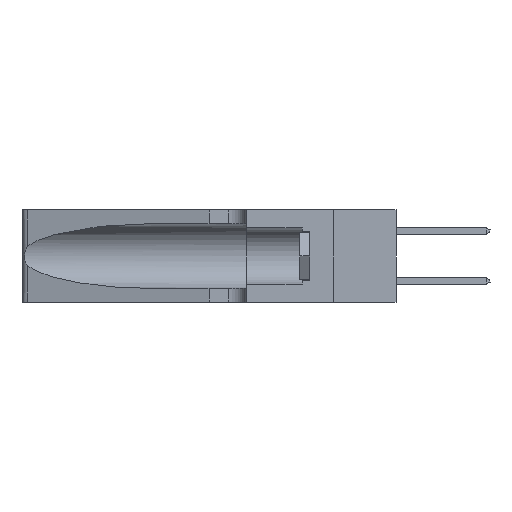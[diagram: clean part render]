
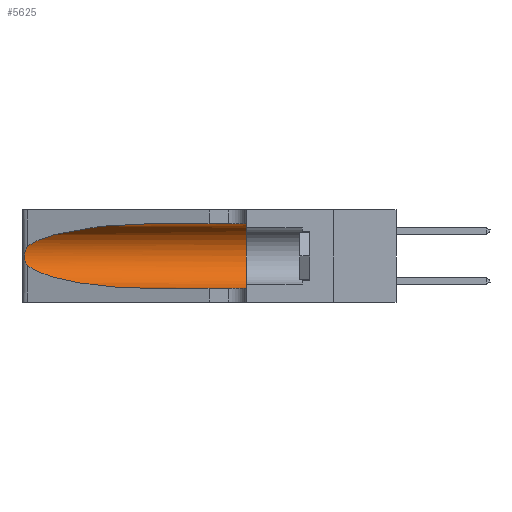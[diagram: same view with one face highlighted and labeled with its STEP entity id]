
A CAD part, left-side view. The second image highlights one B-rep face of the part: STEP entity #5625.
In plain terms, the highlighted cylindrical face has radius 3.308 mm (diameter 6.617 mm), a partial arc.
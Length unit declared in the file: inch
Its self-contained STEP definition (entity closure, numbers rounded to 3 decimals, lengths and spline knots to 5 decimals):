
#1037 = ORIENTED_EDGE ( 'NONE', *, *, #21811, .T. ) ;
#1928 = EDGE_LOOP ( 'NONE', ( #42257, #31068, #44733, #1037, #34896, #20304 ) ) ;
#2398 = CARTESIAN_POINT ( 'NONE',  ( 0.25639, 1.23184, 0.21858 ) ) ;
#3774 = DIRECTION ( 'NONE',  ( 0., 0., -1. ) ) ;
#3923 = CARTESIAN_POINT ( 'NONE',  ( 0.25487, 1.22718, 0.22369 ) ) ;
#5559 = DIRECTION ( 'NONE',  ( 0., 1., 0. ) ) ;
#5625 = ADVANCED_FACE ( 'NONE', ( #34010 ), #5673, .F. ) ;
#5673 = CYLINDRICAL_SURFACE ( 'NONE', #37327, 0.13025 ) ;
#6187 = CARTESIAN_POINT ( 'NONE',  ( 0.25555, 1.22993, 0.14849 ) ) ;
#9203 = CARTESIAN_POINT ( 'NONE',  ( 0.26018, 1.23835, 0.19895 ) ) ;
#9660 = CARTESIAN_POINT ( 'NONE',  ( 0.26017, 1.23833, 0.17102 ) ) ;
#9683 = EDGE_CURVE ( 'NONE', #12868, #27074, #22749, .T. ) ;
#9813 = CARTESIAN_POINT ( 'NONE',  ( 0.25487, 1.22718, 0.14631 ) ) ;
#10227 =( BOUNDED_CURVE ( )  B_SPLINE_CURVE ( 3, ( #26400, #41259, #30506, #23044 ),
 .UNSPECIFIED., .F., .F. ) 
 B_SPLINE_CURVE_WITH_KNOTS ( ( 4, 4 ),
 ( 1.5708, 2.84003 ),
 .UNSPECIFIED. ) 
 CURVE ( )  GEOMETRIC_REPRESENTATION_ITEM ( )  RATIONAL_B_SPLINE_CURVE ( ( 1., 0.87, 0.87, 1. ) ) 
 REPRESENTATION_ITEM ( '' )  );
#11681 = VERTEX_POINT ( 'NONE', #16774 ) ;
#11804 = VECTOR ( 'NONE', #39467, 39.37008 ) ;
#12868 = VERTEX_POINT ( 'NONE', #43192 ) ;
#13761 = CARTESIAN_POINT ( 'NONE',  ( 0.1305, 1.61858, 0.05475 ) ) ;
#15459 = CARTESIAN_POINT ( 'NONE',  ( 0.18966, 0.96281, 0.05475 ) ) ;
#16076 = CARTESIAN_POINT ( 'NONE',  ( 0.2373, 1.15595, 0.08982 ) ) ;
#16325 = CARTESIAN_POINT ( 'NONE',  ( 0.1305, 0.35, 0.185 ) ) ;
#16588 = EDGE_CURVE ( 'NONE', #37581, #39810, #25645, .T. ) ;
#16685 = EDGE_CURVE ( 'NONE', #31934, #12868, #37803, .T. ) ;
#16774 = CARTESIAN_POINT ( 'NONE',  ( 0.1305, 0.72297, 0.05475 ) ) ;
#18303 = CARTESIAN_POINT ( 'NONE',  ( 0.1305, 1.61858, 0.185 ) ) ;
#18586 = CARTESIAN_POINT ( 'NONE',  ( 0.1305, 0.72297, 0.31525 ) ) ;
#19660 = CARTESIAN_POINT ( 'NONE',  ( 0.1305, 0.35, 0.05475 ) ) ;
#20120 = CARTESIAN_POINT ( 'NONE',  ( 0.1305, 1.61858, 0.31525 ) ) ;
#20282 = CARTESIAN_POINT ( 'NONE',  ( 0.25789, 1.23486, 0.15765 ) ) ;
#20304 = ORIENTED_EDGE ( 'NONE', *, *, #16685, .F. ) ;
#20922 = DIRECTION ( 'NONE',  ( 0., -1., 0. ) ) ;
#21811 = EDGE_CURVE ( 'NONE', #11681, #27074, #37954, .T. ) ;
#22749 = CIRCLE ( 'NONE', #44350, 0.13025 ) ;
#23044 = CARTESIAN_POINT ( 'NONE',  ( 0.25487, 1.22718, 0.22369 ) ) ;
#24093 = CARTESIAN_POINT ( 'NONE',  ( 0.26075, 1.23896, 0.178 ) ) ;
#25337 = DIRECTION ( 'NONE',  ( 0., -1., 0. ) ) ;
#25645 = B_SPLINE_CURVE_WITH_KNOTS ( 'NONE', 3,
 ( #45923, #31090, #2398, #42312, #42153, #9203, #27444, #24093, #9660, #27610, #20282, #45771, #6187, #9813 ),
 .UNSPECIFIED., .F., .F.,
 ( 4, 2, 2, 2, 2, 2, 4 ),
 ( 0., 0.00027, 0.00053, 0.00107, 0.0016, 0.00187, 0.00214 ),
 .UNSPECIFIED. ) ;
#26400 = CARTESIAN_POINT ( 'NONE',  ( 0.1305, 0.72297, 0.31525 ) ) ;
#27074 = VERTEX_POINT ( 'NONE', #19660 ) ;
#27444 = CARTESIAN_POINT ( 'NONE',  ( 0.26075, 1.23896, 0.19203 ) ) ;
#27610 = CARTESIAN_POINT ( 'NONE',  ( 0.25856, 1.23593, 0.16098 ) ) ;
#28823 = CARTESIAN_POINT ( 'NONE',  ( 0.25487, 1.22718, 0.14631 ) ) ;
#30073 = EDGE_CURVE ( 'NONE', #31934, #37581, #10227, .T. ) ;
#30506 = CARTESIAN_POINT ( 'NONE',  ( 0.2373, 1.15595, 0.28018 ) ) ;
#31068 = ORIENTED_EDGE ( 'NONE', *, *, #16588, .T. ) ;
#31090 = CARTESIAN_POINT ( 'NONE',  ( 0.25555, 1.22994, 0.2215 ) ) ;
#31406 = DIRECTION ( 'NONE',  ( 0., 0., 1. ) ) ;
#31934 = VERTEX_POINT ( 'NONE', #18586 ) ;
#34010 = FACE_OUTER_BOUND ( 'NONE', #1928, .T. ) ;
#34377 = VECTOR ( 'NONE', #20922, 39.37008 ) ;
#34896 = ORIENTED_EDGE ( 'NONE', *, *, #9683, .F. ) ;
#37327 = AXIS2_PLACEMENT_3D ( 'NONE', #18303, #25337, #3774 ) ;
#37376 = CARTESIAN_POINT ( 'NONE',  ( 0.25487, 1.22718, 0.14631 ) ) ;
#37581 = VERTEX_POINT ( 'NONE', #3923 ) ;
#37803 = LINE ( 'NONE', #20120, #34377 ) ;
#37954 = LINE ( 'NONE', #13761, #11804 ) ;
#38165 =( BOUNDED_CURVE ( )  B_SPLINE_CURVE ( 3, ( #37376, #16076, #15459, #44610 ),
 .UNSPECIFIED., .F., .F. ) 
 B_SPLINE_CURVE_WITH_KNOTS ( ( 4, 4 ),
 ( 3.44316, 4.71239 ),
 .UNSPECIFIED. ) 
 CURVE ( )  GEOMETRIC_REPRESENTATION_ITEM ( )  RATIONAL_B_SPLINE_CURVE ( ( 1., 0.87, 0.87, 1. ) ) 
 REPRESENTATION_ITEM ( '' )  );
#39467 = DIRECTION ( 'NONE',  ( 0., -1., 0. ) ) ;
#39810 = VERTEX_POINT ( 'NONE', #28823 ) ;
#41259 = CARTESIAN_POINT ( 'NONE',  ( 0.18966, 0.96281, 0.31525 ) ) ;
#42153 = CARTESIAN_POINT ( 'NONE',  ( 0.25854, 1.2359, 0.20912 ) ) ;
#42257 = ORIENTED_EDGE ( 'NONE', *, *, #30073, .T. ) ;
#42312 = CARTESIAN_POINT ( 'NONE',  ( 0.25787, 1.23484, 0.2124 ) ) ;
#43192 = CARTESIAN_POINT ( 'NONE',  ( 0.1305, 0.35, 0.31525 ) ) ;
#44350 = AXIS2_PLACEMENT_3D ( 'NONE', #16325, #5559, #31406 ) ;
#44610 = CARTESIAN_POINT ( 'NONE',  ( 0.1305, 0.72297, 0.05475 ) ) ;
#44733 = ORIENTED_EDGE ( 'NONE', *, *, #45198, .T. ) ;
#45198 = EDGE_CURVE ( 'NONE', #39810, #11681, #38165, .T. ) ;
#45771 = CARTESIAN_POINT ( 'NONE',  ( 0.25639, 1.23186, 0.15144 ) ) ;
#45923 = CARTESIAN_POINT ( 'NONE',  ( 0.25487, 1.22718, 0.22369 ) ) ;
